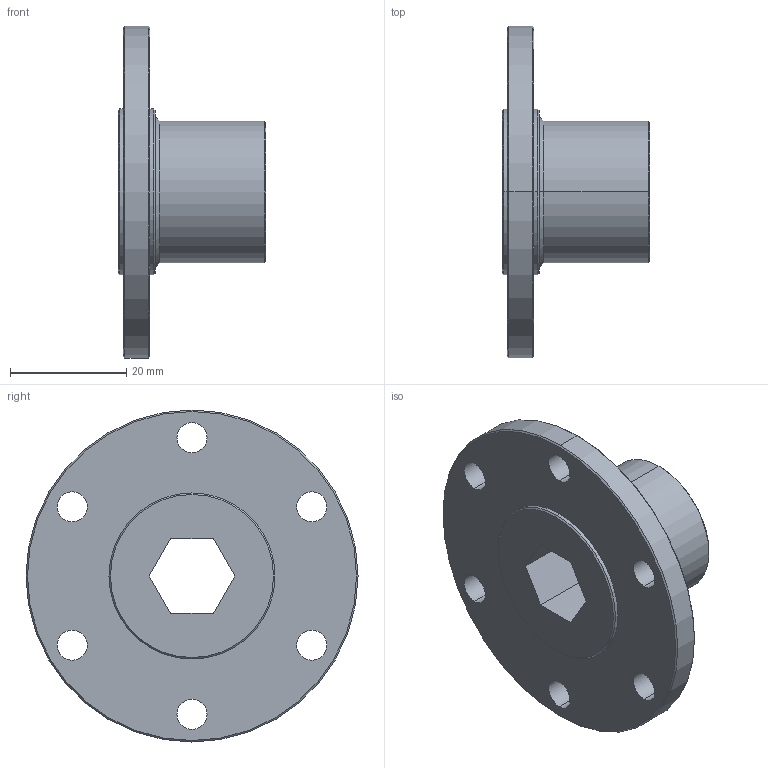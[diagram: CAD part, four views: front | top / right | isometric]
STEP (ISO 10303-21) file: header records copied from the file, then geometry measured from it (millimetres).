
FILE_DESCRIPTION (( 'STEP AP214' ), '1' );
FILE_NAME ('am-0096a 500 Hex Hub r2.STEP', '2014-05-19T15:59:23', ( '' ), ( '' ), 'SwSTEP 2.0', 'SolidWorks 2010', '' );
FILE_SCHEMA (( 'AUTOMOTIVE_DESIGN' ));
Length unit declared in the file: inch
Products named in the file (1): am-0096a 500 Hex Hub r2
Bounding box: 25.4 x 57.15 x 57.15 mm (x, y, z)
Volume: 17578.6 mm3; surface area: 8473.5 mm2
Topology: 1 solids, 1 shells, 43 faces, 102 edges, 64 vertices
Faces by surface type: cylinder 20, cone 12, plane 11
Entity records: 1320 total; most frequent: DIRECTION 242, CARTESIAN_POINT 210, ORIENTED_EDGE 204, EDGE_CURVE 102, AXIS2_PLACEMENT_3D 96, VERTEX_POINT 64, EDGE_LOOP 60, CIRCLE 52
